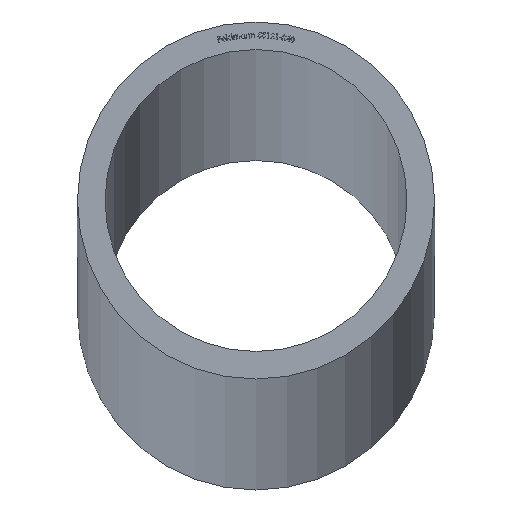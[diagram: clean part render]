
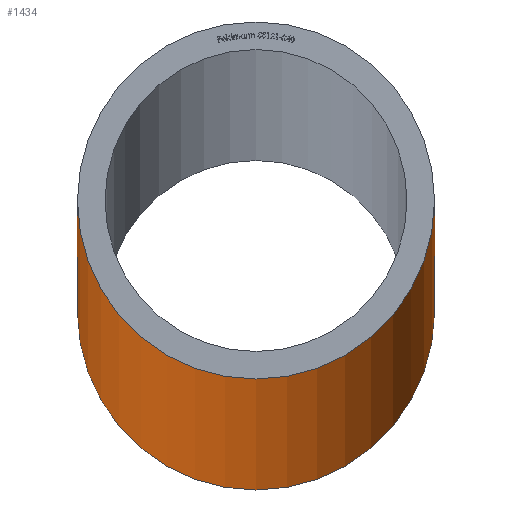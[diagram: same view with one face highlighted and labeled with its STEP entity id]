
A CAD part, top view. The second image highlights one B-rep face of the part: STEP entity #1434.
In plain terms, the highlighted cylindrical face has radius 16.85 mm (diameter 33.7 mm), a partial arc.
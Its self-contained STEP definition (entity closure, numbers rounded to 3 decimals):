
#324 = ORIENTED_EDGE ( 'NONE', *, *, #6621, .F. ) ;
#586 = DIRECTION ( 'NONE',  ( 0., 0., 1. ) ) ;
#772 = DIRECTION ( 'NONE',  ( 0., 0., 1. ) ) ;
#1030 = ORIENTED_EDGE ( 'NONE', *, *, #9507, .F. ) ;
#1164 = CARTESIAN_POINT ( 'NONE',  ( 0., 0., -6000. ) ) ;
#1371 = EDGE_CURVE ( 'NONE', #2705, #8549, #6055, .T. ) ;
#1434 = ADVANCED_FACE ( 'NONE', ( #10239 ), #5505, .T. ) ;
#1643 = CARTESIAN_POINT ( 'NONE',  ( -16.85, 0., 0. ) ) ;
#2013 = CARTESIAN_POINT ( 'NONE',  ( 16.85, 0., -6000. ) ) ;
#2045 = DIRECTION ( 'NONE',  ( 1., 0., 0. ) ) ;
#2383 = LINE ( 'NONE', #5609, #8871 ) ;
#2705 = VERTEX_POINT ( 'NONE', #2013 ) ;
#3088 = CARTESIAN_POINT ( 'NONE',  ( 16.85, 0., -6000. ) ) ;
#4881 = DIRECTION ( 'NONE',  ( 0., 0., 1. ) ) ;
#4952 = EDGE_LOOP ( 'NONE', ( #1030, #6958, #6868, #324 ) ) ;
#5505 = CYLINDRICAL_SURFACE ( 'NONE', #9029, 16.85 ) ;
#5609 = CARTESIAN_POINT ( 'NONE',  ( -16.85, 0., -6000. ) ) ;
#5931 = AXIS2_PLACEMENT_3D ( 'NONE', #1164, #7379, #2045 ) ;
#6055 = LINE ( 'NONE', #3088, #8454 ) ;
#6082 = CARTESIAN_POINT ( 'NONE',  ( 0., 0., 0. ) ) ;
#6337 = CIRCLE ( 'NONE', #10460, 16.85 ) ;
#6495 = DIRECTION ( 'NONE',  ( 0., 0., 1. ) ) ;
#6621 = EDGE_CURVE ( 'NONE', #9673, #8549, #6337, .T. ) ;
#6689 = DIRECTION ( 'NONE',  ( 1., 0., 0. ) ) ;
#6761 = CARTESIAN_POINT ( 'NONE',  ( 0., 0., -6000. ) ) ;
#6868 = ORIENTED_EDGE ( 'NONE', *, *, #1371, .T. ) ;
#6958 = ORIENTED_EDGE ( 'NONE', *, *, #8900, .T. ) ;
#6981 = DIRECTION ( 'NONE',  ( 1., 0., 0. ) ) ;
#7379 = DIRECTION ( 'NONE',  ( 0., 0., 1. ) ) ;
#8022 = VERTEX_POINT ( 'NONE', #10509 ) ;
#8454 = VECTOR ( 'NONE', #4881, 1000. ) ;
#8549 = VERTEX_POINT ( 'NONE', #9361 ) ;
#8871 = VECTOR ( 'NONE', #6495, 1000. ) ;
#8900 = EDGE_CURVE ( 'NONE', #8022, #2705, #10153, .T. ) ;
#9029 = AXIS2_PLACEMENT_3D ( 'NONE', #6761, #586, #6689 ) ;
#9361 = CARTESIAN_POINT ( 'NONE',  ( 16.85, 0., 0. ) ) ;
#9507 = EDGE_CURVE ( 'NONE', #8022, #9673, #2383, .T. ) ;
#9673 = VERTEX_POINT ( 'NONE', #1643 ) ;
#10153 = CIRCLE ( 'NONE', #5931, 16.85 ) ;
#10239 = FACE_OUTER_BOUND ( 'NONE', #4952, .T. ) ;
#10460 = AXIS2_PLACEMENT_3D ( 'NONE', #6082, #772, #6981 ) ;
#10509 = CARTESIAN_POINT ( 'NONE',  ( -16.85, 0., -6000. ) ) ;
